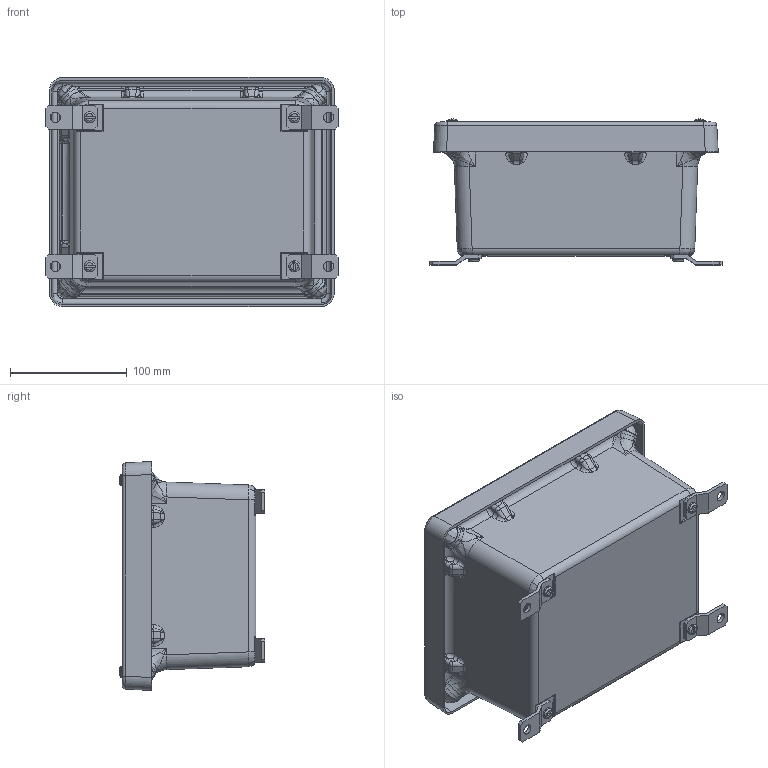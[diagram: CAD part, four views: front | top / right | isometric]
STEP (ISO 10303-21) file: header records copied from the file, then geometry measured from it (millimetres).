
FILE_DESCRIPTION (( 'STEP AP203' ), '1' );
FILE_NAME ('AM864.step', '2014-04-09T12:24:07', ( 'admin' ), ( 'Microsoft' ), 'SwSTEP 2.0', 'SolidWorks 2014', '' );
FILE_SCHEMA (( 'CONFIG_CONTROL_DESIGN' ));
Length unit declared in the file: inch
Products named in the file (9): 70-60821-1; 55-1032516_PreviewCfg; 70-006ORING; AM864; 678 D-40035_SMC PART; 677 D-40052; 55-103275_PreviewCfg; 55-1032716_SL-PHMS 0.19-32x0.3125x0.3125-N; WFOOT
Assembly tree (23 placements, depth 2):
  AM864
    678 D-40035_SMC PART
    677 D-40052
    55-103275_PreviewCfg  x4
    55-1032716_SL-PHMS 0.19-32x0.3125x0.3125-N  x4
    WFOOT  x4
    70-60821-1
    55-1032516_PreviewCfg  x4
    70-006ORING  x4
Bounding box: 249.77 x 124.83 x 195.88 mm (x, y, z)
Volume: 717492.5 mm3; surface area: 427071.9 mm2
Topology: 23 solids, 23 shells, 1591 faces, 3876 edges, 2336 vertices
Faces by surface type: cylinder 486, plane 389, bspline 354, cone 266, torus 84, sphere 12
Entity records: 42858 total; most frequent: CARTESIAN_POINT 19473, ORIENTED_EDGE 5076, DIRECTION 4130, EDGE_CURVE 2538, AXIS2_PLACEMENT_3D 1638, VERTEX_POINT 1514, EDGE_LOOP 1130, ADVANCED_FACE 1078
